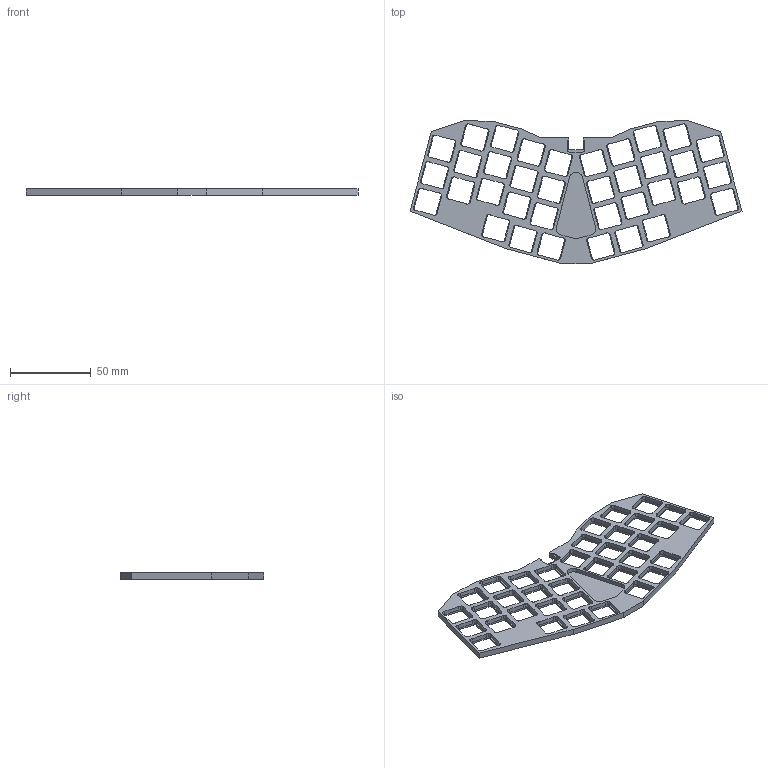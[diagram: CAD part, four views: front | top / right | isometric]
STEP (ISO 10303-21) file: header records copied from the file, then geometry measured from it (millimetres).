
FILE_DESCRIPTION(('FreeCAD Model'),'2;1');
FILE_NAME('Open CASCADE Shape Model','2024-12-29T21:11:08',(''),(''), 'Open CASCADE STEP processor 7.6','FreeCAD','Unknown');
FILE_SCHEMA(('AUTOMOTIVE_DESIGN { 1 0 10303 214 1 1 1 1 }'));
Products named in the file (1): Cut
Bounding box: 205.44 x 88.58 x 3.8 mm (x, y, z)
Volume: 21943.8 mm3; surface area: 22888.3 mm2
Topology: 1 solids, 1 shells, 761 faces, 2274 edges, 1516 vertices
Faces by surface type: plane 371, cylinder 368, extrusion 20, bspline 2
Entity records: 55760 total; most frequent: CARTESIAN_POINT 9462, DIRECTION 9081, VECTOR 4969, LINE 4949, ORIENTED_EDGE 4548, PCURVE 4548, DEFINITIONAL_REPRESENTATION 4548, EDGE_CURVE 2274
